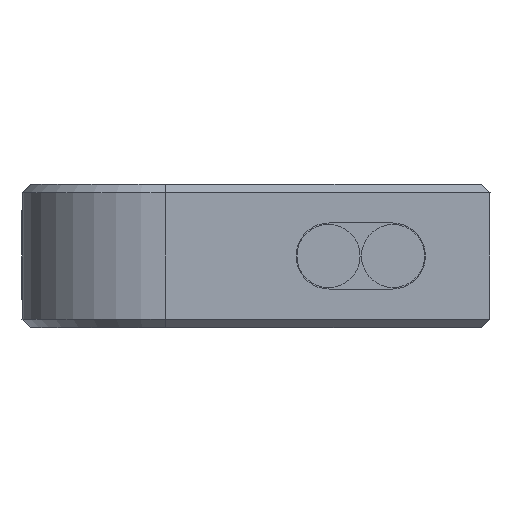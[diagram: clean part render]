
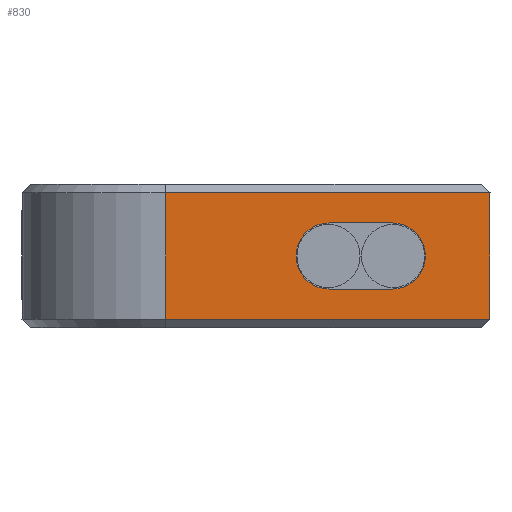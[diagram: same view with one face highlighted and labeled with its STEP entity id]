
A CAD part, left-side view. The second image highlights one B-rep face of the part: STEP entity #830.
In plain terms, the highlighted planar face has unit normal (-1, 0, 0).
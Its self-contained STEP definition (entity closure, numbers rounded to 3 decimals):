
#198=CARTESIAN_POINT('',(0.,5.6,2.5));
#199=DIRECTION('',(-1.,0.,0.));
#200=DIRECTION('',(0.,0.,1.));
#201=AXIS2_PLACEMENT_3D('',#198,#199,#200);
#203=DIRECTION('',(0.,-1.,0.));
#204=VECTOR('',#203,2.2);
#205=CARTESIAN_POINT('',(0.,5.6,1.35));
#206=LINE('',#205,#204);
#207=CARTESIAN_POINT('',(0.,3.4,2.5));
#208=DIRECTION('',(-1.,0.,0.));
#209=DIRECTION('',(0.,0.,-1.));
#210=AXIS2_PLACEMENT_3D('',#207,#208,#209);
#212=DIRECTION('',(0.,1.,0.));
#213=VECTOR('',#212,2.2);
#214=CARTESIAN_POINT('',(0.,3.4,3.65));
#215=LINE('',#214,#213);
#216=DIRECTION('',(0.,1.,0.));
#217=VECTOR('',#216,11.3);
#218=CARTESIAN_POINT('',(0.,0.,0.3));
#219=LINE('',#218,#217);
#220=DIRECTION('',(0.,0.,-1.));
#221=VECTOR('',#220,4.4);
#222=CARTESIAN_POINT('',(0.,11.3,4.7));
#223=LINE('',#222,#221);
#224=DIRECTION('',(0.,-1.,0.));
#225=VECTOR('',#224,11.3);
#226=CARTESIAN_POINT('',(0.,11.3,4.7));
#227=LINE('',#226,#225);
#345=DIRECTION('',(0.,0.,1.));
#346=VECTOR('',#345,4.4);
#347=CARTESIAN_POINT('',(0.,0.,0.3));
#348=LINE('',#347,#346);
#432=CARTESIAN_POINT('',(0.,5.6,3.65));
#433=CARTESIAN_POINT('',(0.,5.6,1.35));
#434=VERTEX_POINT('',#432);
#435=VERTEX_POINT('',#433);
#436=CARTESIAN_POINT('',(0.,3.4,1.35));
#437=VERTEX_POINT('',#436);
#438=CARTESIAN_POINT('',(0.,3.4,3.65));
#439=VERTEX_POINT('',#438);
#473=CARTESIAN_POINT('',(0.,0.,0.3));
#475=VERTEX_POINT('',#473);
#490=CARTESIAN_POINT('',(0.,11.3,0.3));
#491=VERTEX_POINT('',#490);
#506=CARTESIAN_POINT('',(0.,11.3,4.7));
#507=VERTEX_POINT('',#506);
#508=CARTESIAN_POINT('',(0.,0.,4.7));
#509=VERTEX_POINT('',#508);
#806=CARTESIAN_POINT('',(0.,16.3,0.));
#807=DIRECTION('',(-1.,0.,0.));
#808=DIRECTION('',(0.,-1.,0.));
#809=AXIS2_PLACEMENT_3D('',#806,#807,#808);
#810=PLANE('',#809);
#812=ORIENTED_EDGE('',*,*,#811,.T.);
#814=ORIENTED_EDGE('',*,*,#813,.F.);
#815=ORIENTED_EDGE('',*,*,#797,.T.);
#817=ORIENTED_EDGE('',*,*,#816,.F.);
#818=EDGE_LOOP('',(#812,#814,#815,#817));
#819=FACE_OUTER_BOUND('',#818,.F.);
#821=ORIENTED_EDGE('',*,*,#820,.T.);
#823=ORIENTED_EDGE('',*,*,#822,.T.);
#825=ORIENTED_EDGE('',*,*,#824,.T.);
#827=ORIENTED_EDGE('',*,*,#826,.T.);
#828=EDGE_LOOP('',(#821,#823,#825,#827));
#829=FACE_BOUND('',#828,.F.);
#830=ADVANCED_FACE('',(#819,#829),#810,.T.);
#202=CIRCLE('',#201,1.15);
#211=CIRCLE('',#210,1.15);
#797=EDGE_CURVE('',#507,#509,#227,.T.);
#811=EDGE_CURVE('',#475,#491,#219,.T.);
#813=EDGE_CURVE('',#507,#491,#223,.T.);
#816=EDGE_CURVE('',#475,#509,#348,.T.);
#820=EDGE_CURVE('',#434,#435,#202,.T.);
#822=EDGE_CURVE('',#435,#437,#206,.T.);
#824=EDGE_CURVE('',#437,#439,#211,.T.);
#826=EDGE_CURVE('',#439,#434,#215,.T.);
